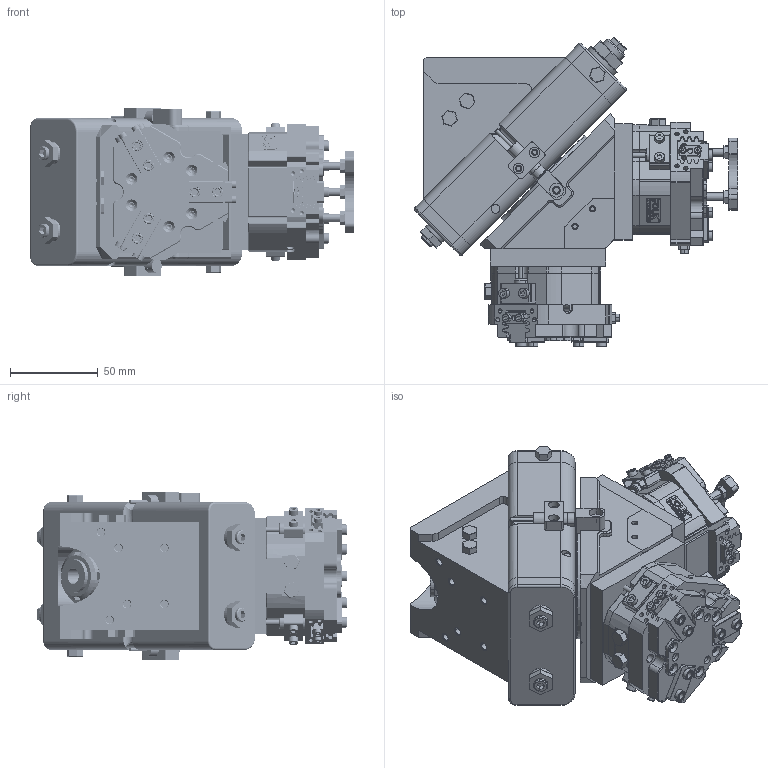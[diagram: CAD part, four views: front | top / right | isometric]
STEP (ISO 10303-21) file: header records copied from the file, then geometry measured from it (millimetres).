
FILE_DESCRIPTION (( 'STEP AP203' ), '1' );
FILE_NAME ('TG25-FZ42-78-180¡ã.STEP', '2025-03-28T01:02:21', ( 'USER-' ), ( 'Microsoft' ), 'SwSTEP 2.0', 'SolidWorks 2018', '' );
FILE_SCHEMA (( 'CONFIG_CONTROL_DESIGN' ));
Length unit declared in the file: millimetre
Products named in the file (52): 1412倰遣喳ん彸秶遴-1-1; TZ42囀离芢裝; TG25.sldasm-Part-54-1-1; 20241021-M3 換覜ん揤輸蛌; TG25.sldasm-Part-9-1-1; TZT42-78-M-01 褲极; 苤覜聆假蚾璃; TG25.sldasm-Part-53-1-1; TG25.sldasm-Part-49-1-1; TG25.sldasm-Part-13-1-1; TG25.sldasm-Part-55-1-1; 蟀諉啣7; TG25.sldasm-Part-19-1-1; TG25.sldasm-Part-10-1-1; TG25.sldasm-Part-27-2-1; TG25.sldasm-Part-4-1-1; FZ42-78-C20; TG25.sldasm-Part-15-1-1; TG12.sldasm-Part-10-1-1; TZT42-78-M-02 喘倛賑輸; TG25-FZ42-78-180°; YH1412-A-03牉挴蹟譫-1-1; TG25.sldasm-Part-61-1-1; TE40杅耀.sldasm-Part-2-1-1; ﾏ擎ﾗ6｡ﾁ4｡ﾁ5; M4蹟譫尨砩; 25x12-R3; TE40杅耀.sldasm-Part-17-1-1; TZT42-78-M-06 笢猾啣; TG25.sldasm-Part-14-1-1; 8x18諉輪羲壽; 揤輸蚾饜极; TG25.sldasm-Part-12-1-1; TG25.sldasm-Part-56-1-1; 16x8-R1.5; TZT42-78-M-08 芢啣; 内六角圆柱头螺钉[GBT70_1-2008][M2.5×8]; TG25; -C20; FZ42-78 ...
Assembly tree (110 placements, depth 4):
  TG25-FZ42-78-180°
    TG25
      TG25.sldasm-Part-4-1-1
      TG25.sldasm-Part-5-1-1
      TG25.sldasm-Part-9-1-1
      TG25.sldasm-Part-10-1-1
      TG25.sldasm-Part-12-1-1
      TG25.sldasm-Part-13-1-1
      TG25.sldasm-Part-14-1-1
      TG25.sldasm-Part-15-1-1
      TG25.sldasm-Part-16-1-1  x2
      TG25.sldasm-Part-18-1-1
      TG25.sldasm-Part-19-1-1
      TG25.sldasm-Part-27-2-1
      TG25.sldasm-Part-48-1-1
      TG25.sldasm-Part-49-1-1
      TG25.sldasm-Part-53-1-1
      TG25.sldasm-Part-54-1-1
      TG25.sldasm-Part-55-1-1
      TG25.sldasm-Part-56-1-1
      TG25.sldasm-Part-61-1-1
      1412倰遣喳ん彸秶遴-1-1  x2
      YH1412-A-03牉挴蹟譫-1-1  x2
      TE40杅耀.sldasm-Part-2-1-1  x2
      TE40杅耀.sldasm-Part-17-1-1  x2
      TG12.sldasm-Part-10-1-1  x2
      TG25杅耀.sldasm-Part-11
      25x12-R3
    蟀諉啣7  x2
    TG25.sldasm-Part-55-1-1  x4
    FZ42-78-C20
      揤輸蚾饜极
        揤輸杅耀.sldasm-Part-9
        埴翐芛_GB_FASTENER_SCREWS_HSHCS M2X8-N  x2
      揤輸蚾饜极-1
        内六角圆柱头螺钉[GBT70_1-2008][M2.5×8]  x2
        苤覜聆假蚾璃
      揤輸蚾饜极-2
        内六角圆柱头螺钉[GBT70_1-2008][M2.5×8]  x2
        苤覜聆假蚾璃
      -C20
        TZ42囀离芢裝  x3
        TZT42-78-M-08 芢啣
        M4蹟譫尨砩  x3
      TZT42-78-M-01 褲极
      TZT42-78-M-02 喘倛賑輸  x3
      TZT42-78-M-05 菁裔啣
      TZT42-78-M-06 笢猾啣
      8x18諉輪羲壽  x2
      20241021-M3 換覜ん揤輸蛌  x2
      16x8-R1.5
      棠羲換覜ん  x2
      内六角圆柱头螺钉[GBT70_1-2008][M3×10]  x4
      ﾏ擎ﾗ6｡ﾁ4｡ﾁ5  x6
    FZ42-78
      揤輸蚾饜极
        揤輸杅耀.sldasm-Part-9
        埴翐芛_GB_FASTENER_SCREWS_HSHCS M2X8-N  x2
      揤輸蚾饜极-1
        内六角圆柱头螺钉[GBT70_1-2008][M2.5×8]  x2
Bounding box: 184.13 x 176.21 x 96 mm (x, y, z)
Volume: 1208368.7 mm3; surface area: 276404.9 mm2
Topology: 111 solids, 121 shells, 4958 faces, 12612 edges, 8056 vertices
Faces by surface type: plane 2391, cylinder 1406, cone 598, bspline 467, torus 96
Entity records: 95907 total; most frequent: CARTESIAN_POINT 27346, ORIENTED_EDGE 13036, DIRECTION 12159, EDGE_CURVE 6518, VERTEX_POINT 4235, AXIS2_PLACEMENT_3D 4058, LINE 4043, VECTOR 4043
